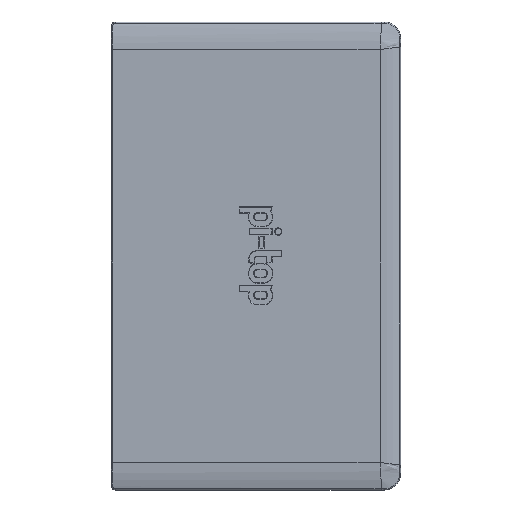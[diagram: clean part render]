
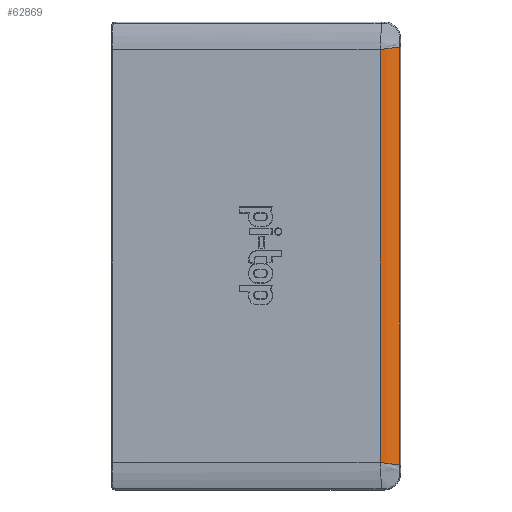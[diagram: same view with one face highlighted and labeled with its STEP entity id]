
A CAD part, top view. The second image highlights one B-rep face of the part: STEP entity #62869.
In plain terms, the highlighted cylindrical face has radius 38.321 mm (diameter 76.642 mm), a partial arc.
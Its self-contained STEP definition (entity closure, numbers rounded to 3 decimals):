
#2770 = AXIS2_PLACEMENT_3D ( 'NONE', #28329, #53491, #57873 ) ;
#5887 = EDGE_CURVE ( 'NONE', #19629, #30184, #53927, .T. ) ;
#6123 = CARTESIAN_POINT ( 'NONE',  ( 90.36, -150.425, 5.397 ) ) ;
#6222 = CARTESIAN_POINT ( 'NONE',  ( 90.36, 150.425, 5.397 ) ) ;
#6600 = CARTESIAN_POINT ( 'NONE',  ( 102.401, -151.996, 3.477 ) ) ;
#8121 = ORIENTED_EDGE ( 'NONE', *, *, #30807, .T. ) ;
#15774 = CARTESIAN_POINT ( 'NONE',  ( 90.36, 170.415, 5.397 ) ) ;
#17243 = CARTESIAN_POINT ( 'NONE',  ( 98.869, -151.528, 4.461 ) ) ;
#18360 = ORIENTED_EDGE ( 'NONE', *, *, #39827, .T. ) ;
#19629 = VERTEX_POINT ( 'NONE', #6123 ) ;
#20670 = DIRECTION ( 'NONE',  ( 0., 1., 0. ) ) ;
#21209 = CARTESIAN_POINT ( 'NONE',  ( 95.263, 151.057, 5.161 ) ) ;
#21417 = CARTESIAN_POINT ( 'NONE',  ( 100.056, 151.685, 4.17 ) ) ;
#22444 = CARTESIAN_POINT ( 'NONE',  ( 95.263, -151.057, 5.161 ) ) ;
#24018 = VECTOR ( 'NONE', #20670, 1000. ) ;
#27305 = B_SPLINE_CURVE_WITH_KNOTS ( 'NONE', 3,
 ( #6222, #55772, #21209, #51392, #21417, #40862, #45938, #46141 ),
 .UNSPECIFIED., .F., .F.,
 ( 4, 2, 2, 4 ),
 ( 0., 0.007, 0.011, 0.015 ),
 .UNSPECIFIED. ) ;
#28329 = CARTESIAN_POINT ( 'NONE',  ( 90.36, 170.415, -32.924 ) ) ;
#30003 = EDGE_LOOP ( 'NONE', ( #48727, #8121, #59304, #18360 ) ) ;
#30184 = VERTEX_POINT ( 'NONE', #61007 ) ;
#30807 = EDGE_CURVE ( 'NONE', #30184, #50337, #42015, .T. ) ;
#31453 = CARTESIAN_POINT ( 'NONE',  ( 104.697, -152.307, 2.614 ) ) ;
#31681 = CARTESIAN_POINT ( 'NONE',  ( 90.36, -150.425, 5.397 ) ) ;
#37112 = CARTESIAN_POINT ( 'NONE',  ( 92.81, -150.741, 5.397 ) ) ;
#39673 = CARTESIAN_POINT ( 'NONE',  ( 104.697, 152.307, 2.614 ) ) ;
#39827 = EDGE_CURVE ( 'NONE', #54331, #19629, #57731, .T. ) ;
#40862 = CARTESIAN_POINT ( 'NONE',  ( 102.401, 151.996, 3.477 ) ) ;
#42015 = LINE ( 'NONE', #50632, #24018 ) ;
#44800 = EDGE_CURVE ( 'NONE', #54331, #50337, #27305, .T. ) ;
#45938 = CARTESIAN_POINT ( 'NONE',  ( 103.56, 152.152, 3.073 ) ) ;
#46141 = CARTESIAN_POINT ( 'NONE',  ( 104.697, 152.307, 2.614 ) ) ;
#46602 = CYLINDRICAL_SURFACE ( 'NONE', #2770, 38.321 ) ;
#48727 = ORIENTED_EDGE ( 'NONE', *, *, #5887, .T. ) ;
#50337 = VERTEX_POINT ( 'NONE', #39673 ) ;
#50632 = CARTESIAN_POINT ( 'NONE',  ( 104.697, 170.415, 2.614 ) ) ;
#51392 = CARTESIAN_POINT ( 'NONE',  ( 98.869, 151.528, 4.461 ) ) ;
#52206 = CARTESIAN_POINT ( 'NONE',  ( 100.056, -151.685, 4.17 ) ) ;
#53491 = DIRECTION ( 'NONE',  ( 0., -1., 0. ) ) ;
#53927 = B_SPLINE_CURVE_WITH_KNOTS ( 'NONE', 3,
 ( #31681, #37112, #22444, #17243, #52206, #6600, #61866, #31453 ),
 .UNSPECIFIED., .F., .F.,
 ( 4, 2, 2, 4 ),
 ( 0., 0.007, 0.011, 0.015 ),
 .UNSPECIFIED. ) ;
#54331 = VERTEX_POINT ( 'NONE', #62786 ) ;
#55772 = CARTESIAN_POINT ( 'NONE',  ( 92.81, 150.741, 5.397 ) ) ;
#56016 = FACE_OUTER_BOUND ( 'NONE', #30003, .T. ) ;
#57731 = LINE ( 'NONE', #15774, #62467 ) ;
#57873 = DIRECTION ( 'NONE',  ( -1., 0., 0. ) ) ;
#59304 = ORIENTED_EDGE ( 'NONE', *, *, #44800, .F. ) ;
#60800 = DIRECTION ( 'NONE',  ( 0., -1., 0. ) ) ;
#61007 = CARTESIAN_POINT ( 'NONE',  ( 104.697, -152.307, 2.614 ) ) ;
#61866 = CARTESIAN_POINT ( 'NONE',  ( 103.56, -152.152, 3.073 ) ) ;
#62467 = VECTOR ( 'NONE', #60800, 1000. ) ;
#62786 = CARTESIAN_POINT ( 'NONE',  ( 90.36, 150.425, 5.397 ) ) ;
#62869 = ADVANCED_FACE ( 'NONE', ( #56016 ), #46602, .T. ) ;
